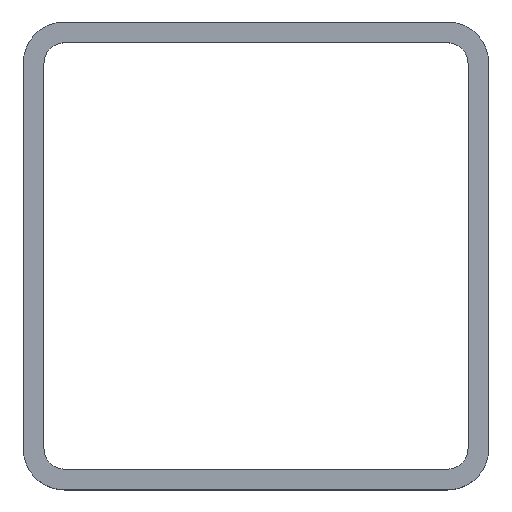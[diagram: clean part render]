
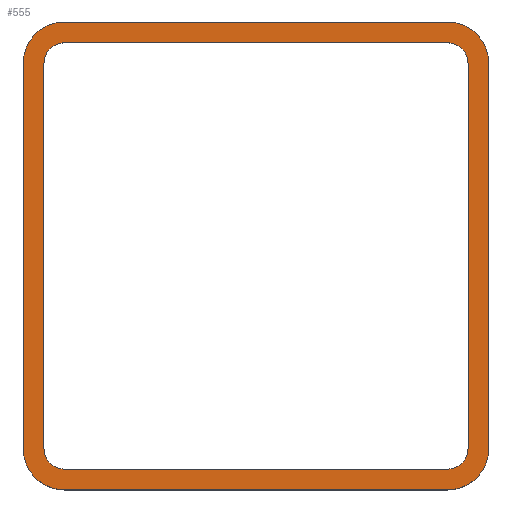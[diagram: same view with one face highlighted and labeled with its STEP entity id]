
A CAD part, top view. The second image highlights one B-rep face of the part: STEP entity #555.
In plain terms, the highlighted planar face has unit normal (0, 0, 1).
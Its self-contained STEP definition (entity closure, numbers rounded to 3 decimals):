
#24 = VERTEX_POINT('',#25);
#25 = CARTESIAN_POINT('',(-10.1,-94.607,10.));
#31 = EDGE_CURVE('',#24,#32,#34,.T.);
#32 = VERTEX_POINT('',#33);
#33 = CARTESIAN_POINT('',(-10.1,0.,10.));
#34 = LINE('',#35,#36);
#35 = CARTESIAN_POINT('',(-10.1,-94.607,10.));
#36 = VECTOR('',#37,1.);
#37 = DIRECTION('',(0.,1.,0.));
#71 = EDGE_CURVE('',#72,#32,#74,.T.);
#72 = VERTEX_POINT('',#73);
#73 = CARTESIAN_POINT('',(0.,10.1,10.));
#74 = CIRCLE('',#75,10.1);
#75 = AXIS2_PLACEMENT_3D('',#76,#77,#78);
#76 = CARTESIAN_POINT('',(0.,0.,10.));
#77 = DIRECTION('',(0.,0.,1.));
#78 = DIRECTION('',(1.,0.,0.));
#95 = EDGE_CURVE('',#72,#96,#98,.T.);
#96 = VERTEX_POINT('',#97);
#97 = CARTESIAN_POINT('',(94.036,10.1,10.));
#98 = LINE('',#99,#100);
#99 = CARTESIAN_POINT('',(0.,10.1,10.));
#100 = VECTOR('',#101,1.);
#101 = DIRECTION('',(1.,0.,0.));
#135 = EDGE_CURVE('',#136,#96,#138,.T.);
#136 = VERTEX_POINT('',#137);
#137 = CARTESIAN_POINT('',(104.135,0.,10.));
#138 = CIRCLE('',#139,10.1);
#139 = AXIS2_PLACEMENT_3D('',#140,#141,#142);
#140 = CARTESIAN_POINT('',(94.036,0.,10.));
#141 = DIRECTION('',(0.,0.,1.));
#142 = DIRECTION('',(1.,0.,0.));
#159 = EDGE_CURVE('',#136,#160,#162,.T.);
#160 = VERTEX_POINT('',#161);
#161 = CARTESIAN_POINT('',(104.135,-94.607,10.));
#162 = LINE('',#163,#164);
#163 = CARTESIAN_POINT('',(104.135,0.,10.));
#164 = VECTOR('',#165,1.);
#165 = DIRECTION('',(0.,-1.,0.));
#199 = EDGE_CURVE('',#200,#160,#202,.T.);
#200 = VERTEX_POINT('',#201);
#201 = CARTESIAN_POINT('',(94.036,-104.707,10.));
#202 = CIRCLE('',#203,10.1);
#203 = AXIS2_PLACEMENT_3D('',#204,#205,#206);
#204 = CARTESIAN_POINT('',(94.036,-94.607,10.));
#205 = DIRECTION('',(0.,0.,1.));
#206 = DIRECTION('',(1.,0.,0.));
#223 = EDGE_CURVE('',#200,#224,#226,.T.);
#224 = VERTEX_POINT('',#225);
#225 = CARTESIAN_POINT('',(0.,-104.707,10.));
#226 = LINE('',#227,#228);
#227 = CARTESIAN_POINT('',(94.036,-104.707,10.));
#228 = VECTOR('',#229,1.);
#229 = DIRECTION('',(-1.,0.,0.));
#261 = EDGE_CURVE('',#24,#224,#262,.T.);
#262 = CIRCLE('',#263,10.1);
#263 = AXIS2_PLACEMENT_3D('',#264,#265,#266);
#264 = CARTESIAN_POINT('',(0.,-94.607,10.));
#265 = DIRECTION('',(0.,0.,1.));
#266 = DIRECTION('',(1.,0.,0.));
#280 = VERTEX_POINT('',#281);
#281 = CARTESIAN_POINT('',(-5.,-94.607,10.));
#287 = EDGE_CURVE('',#280,#288,#290,.T.);
#288 = VERTEX_POINT('',#289);
#289 = CARTESIAN_POINT('',(-5.,0.,10.));
#290 = LINE('',#291,#292);
#291 = CARTESIAN_POINT('',(-5.,-94.607,10.));
#292 = VECTOR('',#293,1.);
#293 = DIRECTION('',(0.,1.,0.));
#327 = EDGE_CURVE('',#328,#288,#330,.T.);
#328 = VERTEX_POINT('',#329);
#329 = CARTESIAN_POINT('',(0.,5.,10.));
#330 = CIRCLE('',#331,5.);
#331 = AXIS2_PLACEMENT_3D('',#332,#333,#334);
#332 = CARTESIAN_POINT('',(0.,0.,10.));
#333 = DIRECTION('',(0.,0.,1.));
#334 = DIRECTION('',(1.,0.,0.));
#351 = EDGE_CURVE('',#328,#352,#354,.T.);
#352 = VERTEX_POINT('',#353);
#353 = CARTESIAN_POINT('',(94.036,5.,10.));
#354 = LINE('',#355,#356);
#355 = CARTESIAN_POINT('',(0.,5.,10.));
#356 = VECTOR('',#357,1.);
#357 = DIRECTION('',(1.,0.,0.));
#391 = EDGE_CURVE('',#392,#352,#394,.T.);
#392 = VERTEX_POINT('',#393);
#393 = CARTESIAN_POINT('',(99.036,0.,10.));
#394 = CIRCLE('',#395,5.);
#395 = AXIS2_PLACEMENT_3D('',#396,#397,#398);
#396 = CARTESIAN_POINT('',(94.036,0.,10.));
#397 = DIRECTION('',(0.,0.,1.));
#398 = DIRECTION('',(1.,0.,0.));
#415 = EDGE_CURVE('',#392,#416,#418,.T.);
#416 = VERTEX_POINT('',#417);
#417 = CARTESIAN_POINT('',(99.036,-94.607,10.));
#418 = LINE('',#419,#420);
#419 = CARTESIAN_POINT('',(99.036,0.,10.));
#420 = VECTOR('',#421,1.);
#421 = DIRECTION('',(0.,-1.,0.));
#455 = EDGE_CURVE('',#456,#416,#458,.T.);
#456 = VERTEX_POINT('',#457);
#457 = CARTESIAN_POINT('',(94.036,-99.607,10.));
#458 = CIRCLE('',#459,5.);
#459 = AXIS2_PLACEMENT_3D('',#460,#461,#462);
#460 = CARTESIAN_POINT('',(94.036,-94.607,10.));
#461 = DIRECTION('',(0.,0.,1.));
#462 = DIRECTION('',(1.,0.,0.));
#479 = EDGE_CURVE('',#456,#480,#482,.T.);
#480 = VERTEX_POINT('',#481);
#481 = CARTESIAN_POINT('',(0.,-99.607,10.));
#482 = LINE('',#483,#484);
#483 = CARTESIAN_POINT('',(94.036,-99.607,10.));
#484 = VECTOR('',#485,1.);
#485 = DIRECTION('',(-1.,0.,0.));
#517 = EDGE_CURVE('',#280,#480,#518,.T.);
#518 = CIRCLE('',#519,5.);
#519 = AXIS2_PLACEMENT_3D('',#520,#521,#522);
#520 = CARTESIAN_POINT('',(0.,-94.607,10.));
#521 = DIRECTION('',(0.,0.,1.));
#522 = DIRECTION('',(1.,0.,0.));
#555 = ADVANCED_FACE('',(#556,#566),#576,.T.);
#556 = FACE_BOUND('',#557,.F.);
#557 = EDGE_LOOP('',(#558,#559,#560,#561,#562,#563,#564,#565));
#558 = ORIENTED_EDGE('',*,*,#31,.T.);
#559 = ORIENTED_EDGE('',*,*,#71,.F.);
#560 = ORIENTED_EDGE('',*,*,#95,.T.);
#561 = ORIENTED_EDGE('',*,*,#135,.F.);
#562 = ORIENTED_EDGE('',*,*,#159,.T.);
#563 = ORIENTED_EDGE('',*,*,#199,.F.);
#564 = ORIENTED_EDGE('',*,*,#223,.T.);
#565 = ORIENTED_EDGE('',*,*,#261,.F.);
#566 = FACE_BOUND('',#567,.T.);
#567 = EDGE_LOOP('',(#568,#569,#570,#571,#572,#573,#574,#575));
#568 = ORIENTED_EDGE('',*,*,#287,.T.);
#569 = ORIENTED_EDGE('',*,*,#327,.F.);
#570 = ORIENTED_EDGE('',*,*,#351,.T.);
#571 = ORIENTED_EDGE('',*,*,#391,.F.);
#572 = ORIENTED_EDGE('',*,*,#415,.T.);
#573 = ORIENTED_EDGE('',*,*,#455,.F.);
#574 = ORIENTED_EDGE('',*,*,#479,.T.);
#575 = ORIENTED_EDGE('',*,*,#517,.F.);
#576 = PLANE('',#577);
#577 = AXIS2_PLACEMENT_3D('',#578,#579,#580);
#578 = CARTESIAN_POINT('',(47.018,-47.304,10.));
#579 = DIRECTION('',(0.,0.,1.));
#580 = DIRECTION('',(1.,0.,0.));
